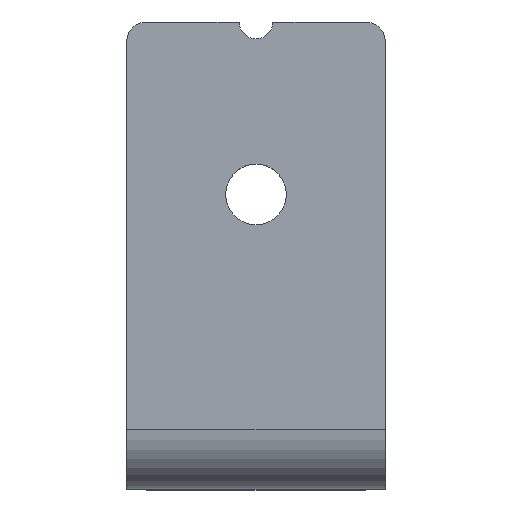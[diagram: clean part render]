
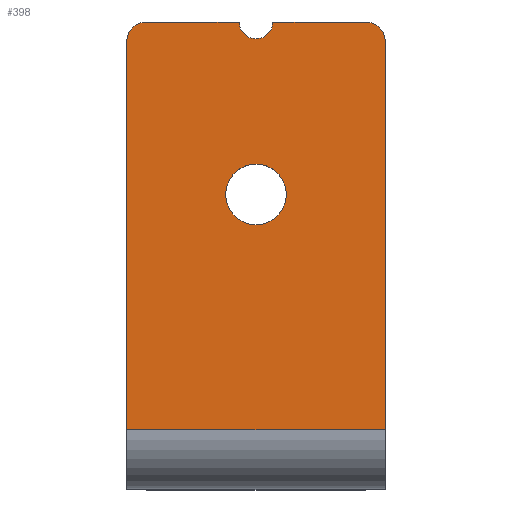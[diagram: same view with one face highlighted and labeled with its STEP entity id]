
A CAD part, top view. The second image highlights one B-rep face of the part: STEP entity #398.
In plain terms, the highlighted planar face has unit normal (0, 0, 1).
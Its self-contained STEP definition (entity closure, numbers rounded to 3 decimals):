
#1 = CARTESIAN_POINT ( 'NONE',  ( 2., 42., 3. ) ) ;
#7 = VECTOR ( 'NONE', #518, 1000. ) ;
#18 = CIRCLE ( 'NONE', #229, 2. ) ;
#35 = CARTESIAN_POINT ( 'NONE',  ( 0., 0., 3. ) ) ;
#38 = CARTESIAN_POINT ( 'NONE',  ( 24., 42., 3. ) ) ;
#50 = DIRECTION ( 'NONE',  ( 1., 0., 0. ) ) ;
#56 = VERTEX_POINT ( 'NONE', #446 ) ;
#73 = CARTESIAN_POINT ( 'NONE',  ( 16.05, 26.65, 3. ) ) ;
#86 = VECTOR ( 'NONE', #714, 1000. ) ;
#91 = DIRECTION ( 'NONE',  ( -1., 0., 0. ) ) ;
#100 = EDGE_CURVE ( 'NONE', #710, #667, #552, .T. ) ;
#103 = VERTEX_POINT ( 'NONE', #73 ) ;
#107 = CARTESIAN_POINT ( 'NONE',  ( 13., 26.65, 3. ) ) ;
#125 = AXIS2_PLACEMENT_3D ( 'NONE', #621, #444, #688 ) ;
#136 = LINE ( 'NONE', #344, #394 ) ;
#166 = CARTESIAN_POINT ( 'NONE',  ( 26., 44., 3. ) ) ;
#168 = DIRECTION ( 'NONE',  ( 0., 0., 1. ) ) ;
#169 = EDGE_LOOP ( 'NONE', ( #632, #700 ) ) ;
#178 = VECTOR ( 'NONE', #414, 1000. ) ;
#179 = EDGE_CURVE ( 'NONE', #56, #216, #326, .T. ) ;
#189 = CIRCLE ( 'NONE', #366, 3.05 ) ;
#194 = FACE_OUTER_BOUND ( 'NONE', #470, .T. ) ;
#216 = VERTEX_POINT ( 'NONE', #644 ) ;
#229 = AXIS2_PLACEMENT_3D ( 'NONE', #38, #168, #603 ) ;
#230 = CARTESIAN_POINT ( 'NONE',  ( 2., 44., 3. ) ) ;
#265 = LINE ( 'NONE', #758, #7 ) ;
#270 = CARTESIAN_POINT ( 'NONE',  ( 26., 42., 3. ) ) ;
#277 = ORIENTED_EDGE ( 'NONE', *, *, #179, .T. ) ;
#303 = ORIENTED_EDGE ( 'NONE', *, *, #500, .T. ) ;
#307 = VECTOR ( 'NONE', #50, 1000. ) ;
#323 = CARTESIAN_POINT ( 'NONE',  ( 26., 0., 3. ) ) ;
#326 = LINE ( 'NONE', #35, #86 ) ;
#336 = ORIENTED_EDGE ( 'NONE', *, *, #675, .T. ) ;
#344 = CARTESIAN_POINT ( 'NONE',  ( 26., 0., 3. ) ) ;
#346 = DIRECTION ( 'NONE',  ( 0., 0., -1. ) ) ;
#348 = LINE ( 'NONE', #609, #307 ) ;
#353 = DIRECTION ( 'NONE',  ( 0., 0., 1. ) ) ;
#358 = CIRCLE ( 'NONE', #670, 2. ) ;
#365 = AXIS2_PLACEMENT_3D ( 'NONE', #323, #388, #630 ) ;
#366 = AXIS2_PLACEMENT_3D ( 'NONE', #107, #346, #91 ) ;
#388 = DIRECTION ( 'NONE',  ( 0., 0., -1. ) ) ;
#394 = VECTOR ( 'NONE', #666, 1000. ) ;
#398 = ADVANCED_FACE ( 'NONE', ( #456, #194 ), #520, .F. ) ;
#403 = DIRECTION ( 'NONE',  ( 0., 0., -1. ) ) ;
#414 = DIRECTION ( 'NONE',  ( -1., 0., 0. ) ) ;
#415 = VERTEX_POINT ( 'NONE', #270 ) ;
#436 = EDGE_CURVE ( 'NONE', #667, #511, #265, .T. ) ;
#442 = EDGE_CURVE ( 'NONE', #415, #529, #136, .T. ) ;
#444 = DIRECTION ( 'NONE',  ( 0., 0., -1. ) ) ;
#445 = EDGE_CURVE ( 'NONE', #216, #529, #348, .T. ) ;
#446 = CARTESIAN_POINT ( 'NONE',  ( 0., 42., 3. ) ) ;
#456 = FACE_BOUND ( 'NONE', #169, .T. ) ;
#470 = EDGE_LOOP ( 'NONE', ( #277, #505, #604, #336, #665, #768, #706, #303 ) ) ;
#480 = CARTESIAN_POINT ( 'NONE',  ( 14.7, 44., 3. ) ) ;
#500 = EDGE_CURVE ( 'NONE', #511, #56, #358, .T. ) ;
#505 = ORIENTED_EDGE ( 'NONE', *, *, #445, .T. ) ;
#511 = VERTEX_POINT ( 'NONE', #230 ) ;
#513 = AXIS2_PLACEMENT_3D ( 'NONE', #725, #403, #716 ) ;
#518 = DIRECTION ( 'NONE',  ( -1., 0., 0. ) ) ;
#520 = PLANE ( 'NONE',  #365 ) ;
#522 = CARTESIAN_POINT ( 'NONE',  ( 24., 44., 3. ) ) ;
#529 = VERTEX_POINT ( 'NONE', #648 ) ;
#549 = EDGE_CURVE ( 'NONE', #651, #103, #654, .T. ) ;
#552 = CIRCLE ( 'NONE', #125, 1.7 ) ;
#586 = CARTESIAN_POINT ( 'NONE',  ( 11.3, 44., 3. ) ) ;
#603 = DIRECTION ( 'NONE',  ( -1., 0., 0. ) ) ;
#604 = ORIENTED_EDGE ( 'NONE', *, *, #442, .F. ) ;
#609 = CARTESIAN_POINT ( 'NONE',  ( 26., 3., 3. ) ) ;
#616 = EDGE_CURVE ( 'NONE', #624, #710, #722, .T. ) ;
#621 = CARTESIAN_POINT ( 'NONE',  ( 13., 44., 3. ) ) ;
#624 = VERTEX_POINT ( 'NONE', #522 ) ;
#630 = DIRECTION ( 'NONE',  ( -1., 0., 0. ) ) ;
#632 = ORIENTED_EDGE ( 'NONE', *, *, #549, .T. ) ;
#644 = CARTESIAN_POINT ( 'NONE',  ( 0., 3., 3. ) ) ;
#648 = CARTESIAN_POINT ( 'NONE',  ( 26., 3., 3. ) ) ;
#649 = EDGE_CURVE ( 'NONE', #103, #651, #189, .T. ) ;
#651 = VERTEX_POINT ( 'NONE', #652 ) ;
#652 = CARTESIAN_POINT ( 'NONE',  ( 9.95, 26.65, 3. ) ) ;
#654 = CIRCLE ( 'NONE', #513, 3.05 ) ;
#665 = ORIENTED_EDGE ( 'NONE', *, *, #616, .T. ) ;
#666 = DIRECTION ( 'NONE',  ( 0., -1., 0. ) ) ;
#667 = VERTEX_POINT ( 'NONE', #586 ) ;
#670 = AXIS2_PLACEMENT_3D ( 'NONE', #1, #353, #785 ) ;
#675 = EDGE_CURVE ( 'NONE', #415, #624, #18, .T. ) ;
#688 = DIRECTION ( 'NONE',  ( -1., 0., 0. ) ) ;
#700 = ORIENTED_EDGE ( 'NONE', *, *, #649, .T. ) ;
#706 = ORIENTED_EDGE ( 'NONE', *, *, #436, .T. ) ;
#710 = VERTEX_POINT ( 'NONE', #480 ) ;
#714 = DIRECTION ( 'NONE',  ( 0., -1., 0. ) ) ;
#716 = DIRECTION ( 'NONE',  ( -1., 0., 0. ) ) ;
#722 = LINE ( 'NONE', #166, #178 ) ;
#725 = CARTESIAN_POINT ( 'NONE',  ( 13., 26.65, 3. ) ) ;
#758 = CARTESIAN_POINT ( 'NONE',  ( 26., 44., 3. ) ) ;
#768 = ORIENTED_EDGE ( 'NONE', *, *, #100, .T. ) ;
#785 = DIRECTION ( 'NONE',  ( -1., 0., 0. ) ) ;
